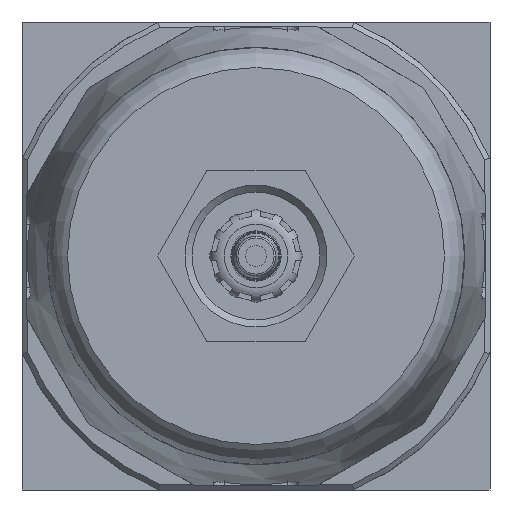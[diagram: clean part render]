
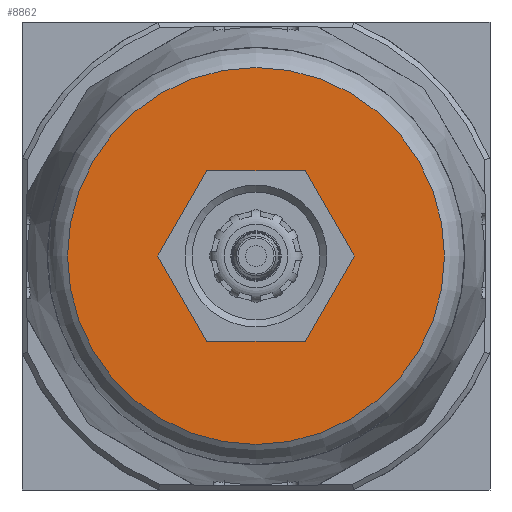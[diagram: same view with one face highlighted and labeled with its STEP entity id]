
A CAD part, front view. The second image highlights one B-rep face of the part: STEP entity #8862.
In plain terms, the highlighted planar face has unit normal (0, -1, 0).
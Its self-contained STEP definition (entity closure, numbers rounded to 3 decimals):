
#648=CIRCLE('',#9451,26.576);
#2216=ORIENTED_EDGE('',*,*,#3267,.T.);
#2217=ORIENTED_EDGE('',*,*,#3416,.T.);
#2218=ORIENTED_EDGE('',*,*,#3431,.T.);
#2219=ORIENTED_EDGE('',*,*,#3428,.T.);
#2220=ORIENTED_EDGE('',*,*,#3425,.T.);
#2221=ORIENTED_EDGE('',*,*,#3422,.T.);
#2222=ORIENTED_EDGE('',*,*,#3419,.T.);
#3267=EDGE_CURVE('',#4086,#4086,#648,.F.);
#3416=EDGE_CURVE('',#4169,#4168,#4643,.T.);
#3419=EDGE_CURVE('',#4171,#4169,#4646,.T.);
#3422=EDGE_CURVE('',#4173,#4171,#4649,.T.);
#3425=EDGE_CURVE('',#4175,#4173,#4652,.T.);
#3428=EDGE_CURVE('',#4177,#4175,#4655,.T.);
#3431=EDGE_CURVE('',#4168,#4177,#4658,.T.);
#4086=VERTEX_POINT('',#13333);
#4168=VERTEX_POINT('',#13837);
#4169=VERTEX_POINT('',#13839);
#4171=VERTEX_POINT('',#13845);
#4173=VERTEX_POINT('',#13851);
#4175=VERTEX_POINT('',#13857);
#4177=VERTEX_POINT('',#13863);
#4643=LINE('',#13838,#5063);
#4646=LINE('',#13844,#5066);
#4649=LINE('',#13850,#5069);
#4652=LINE('',#13856,#5072);
#4655=LINE('',#13862,#5075);
#4658=LINE('',#13867,#5078);
#5063=VECTOR('',#11162,1000.);
#5066=VECTOR('',#11167,1000.);
#5069=VECTOR('',#11172,1000.);
#5072=VECTOR('',#11177,1000.);
#5075=VECTOR('',#11182,1000.);
#5078=VECTOR('',#11187,1000.);
#5550=EDGE_LOOP('',(#2216));
#5551=EDGE_LOOP('',(#2217,#2218,#2219,#2220,#2221,#2222));
#6074=FACE_BOUND('',#5550,.T.);
#6075=FACE_BOUND('',#5551,.T.);
#6395=PLANE('',#9548);
#8862=ADVANCED_FACE('',(#6074,#6075),#6395,.F.);
#9451=AXIS2_PLACEMENT_3D('',#13332,#10906,#10907);
#9548=AXIS2_PLACEMENT_3D('',#13868,#11188,#11189);
#10906=DIRECTION('',(0.,1.,0.));
#10907=DIRECTION('',(0.,0.,1.));
#11162=DIRECTION('',(0.,0.,1.));
#11167=DIRECTION('',(-0.866,0.,0.5));
#11172=DIRECTION('',(-0.866,0.,-0.5));
#11177=DIRECTION('',(0.,0.,-1.));
#11182=DIRECTION('',(0.866,0.,-0.5));
#11187=DIRECTION('',(0.866,0.,0.5));
#11188=DIRECTION('',(0.,1.,0.));
#11189=DIRECTION('',(0.,0.,1.));
#13332=CARTESIAN_POINT('',(0.,-164.,0.));
#13333=CARTESIAN_POINT('',(0.,-164.,26.576));
#13837=CARTESIAN_POINT('',(-12.,-164.,6.928));
#13838=CARTESIAN_POINT('',(-12.,-164.,-6.928));
#13839=CARTESIAN_POINT('',(-12.,-164.,-6.928));
#13844=CARTESIAN_POINT('',(0.,-164.,-13.856));
#13845=CARTESIAN_POINT('',(0.,-164.,-13.856));
#13850=CARTESIAN_POINT('',(12.,-164.,-6.928));
#13851=CARTESIAN_POINT('',(12.,-164.,-6.928));
#13856=CARTESIAN_POINT('',(12.,-164.,6.928));
#13857=CARTESIAN_POINT('',(12.,-164.,6.928));
#13862=CARTESIAN_POINT('',(0.,-164.,13.856));
#13863=CARTESIAN_POINT('',(0.,-164.,13.856));
#13867=CARTESIAN_POINT('',(-12.,-164.,6.928));
#13868=CARTESIAN_POINT('',(0.,-164.,0.));
